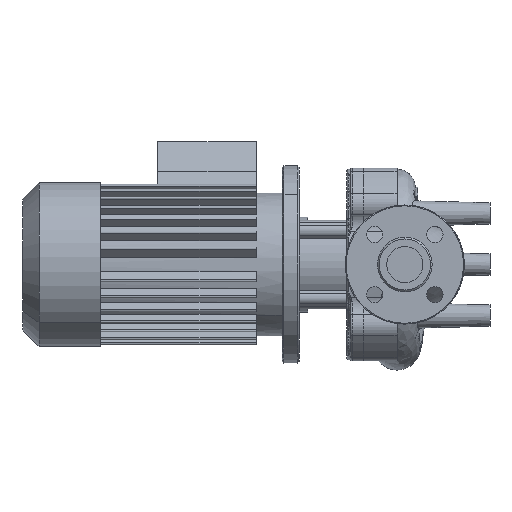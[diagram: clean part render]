
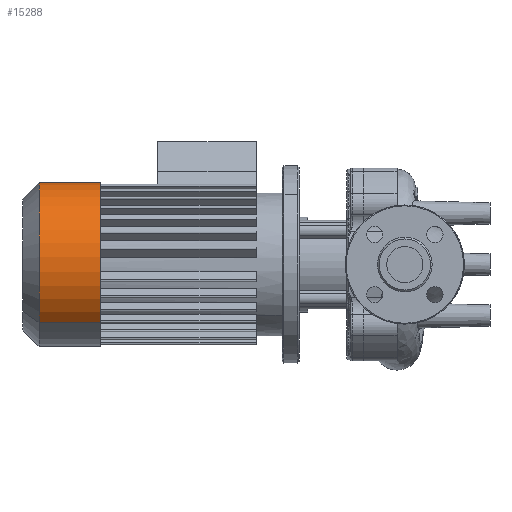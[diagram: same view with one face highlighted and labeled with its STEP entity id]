
A CAD part, left-side view. The second image highlights one B-rep face of the part: STEP entity #15288.
In plain terms, the highlighted cylindrical face has radius 96.5 mm (diameter 193 mm), a partial arc.
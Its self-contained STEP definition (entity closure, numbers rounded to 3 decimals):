
#10894=CARTESIAN_POINT('',(233.236,357.5,68.236));
#10895=VERTEX_POINT('',#10894);
#10896=CARTESIAN_POINT('',(233.236,429.7,68.236));
#10897=VERTEX_POINT('',#10896);
#10898=CARTESIAN_POINT('',(233.236,357.5,68.236));
#10899=DIRECTION('',(0.0,1.0,0.0));
#10900=VECTOR('',#10899,72.2);
#10901=LINE('',#10898,#10900);
#10902=EDGE_CURVE('',#10895,#10897,#10901,.T.);
#10904=CARTESIAN_POINT('',(96.764,357.5,-68.236));
#10905=VERTEX_POINT('',#10904);
#10913=CARTESIAN_POINT('',(96.764,429.7,-68.236));
#10914=VERTEX_POINT('',#10913);
#10915=CARTESIAN_POINT('',(96.764,357.5,-68.236));
#10916=DIRECTION('',(0.0,1.0,0.0));
#10917=VECTOR('',#10916,72.2);
#10918=LINE('',#10915,#10917);
#10919=EDGE_CURVE('',#10905,#10914,#10918,.T.);
#13837=CARTESIAN_POINT('',(165.0,357.5,0.0));
#13838=DIRECTION('',(0.0,1.,0.0));
#13839=DIRECTION('',(0.707,0.0,0.707));
#13840=AXIS2_PLACEMENT_3D('',#13837,#13838,#13839);
#13841=CIRCLE('',#13840,96.5);
#13842=EDGE_CURVE('',#10905,#10895,#13841,.T.);
#15267=CARTESIAN_POINT('',(165.0,429.7,0.0));
#15268=DIRECTION('',(0.0,1.,0.0));
#15269=DIRECTION('',(0.707,0.0,0.707));
#15270=AXIS2_PLACEMENT_3D('',#15267,#15268,#15269);
#15271=CIRCLE('',#15270,96.5);
#15272=EDGE_CURVE('',#10914,#10897,#15271,.T.);
#15277=CARTESIAN_POINT('',(165.0,449.0,0.0));
#15278=DIRECTION('',(0.0,-1.0,0.0));
#15279=DIRECTION('',(0.707,0.0,0.707));
#15280=AXIS2_PLACEMENT_3D('',#15277,#15278,#15279);
#15281=CYLINDRICAL_SURFACE('',#15280,96.5);
#15282=ORIENTED_EDGE('',*,*,#10902,.T.);
#15283=ORIENTED_EDGE('',*,*,#15272,.F.);
#15284=ORIENTED_EDGE('',*,*,#10919,.F.);
#15285=ORIENTED_EDGE('',*,*,#13842,.T.);
#15286=EDGE_LOOP('',(#15282,#15283,#15284,#15285));
#15287=FACE_OUTER_BOUND('',#15286,.T.);
#15288=ADVANCED_FACE('',(#15287),#15281,.T.);
